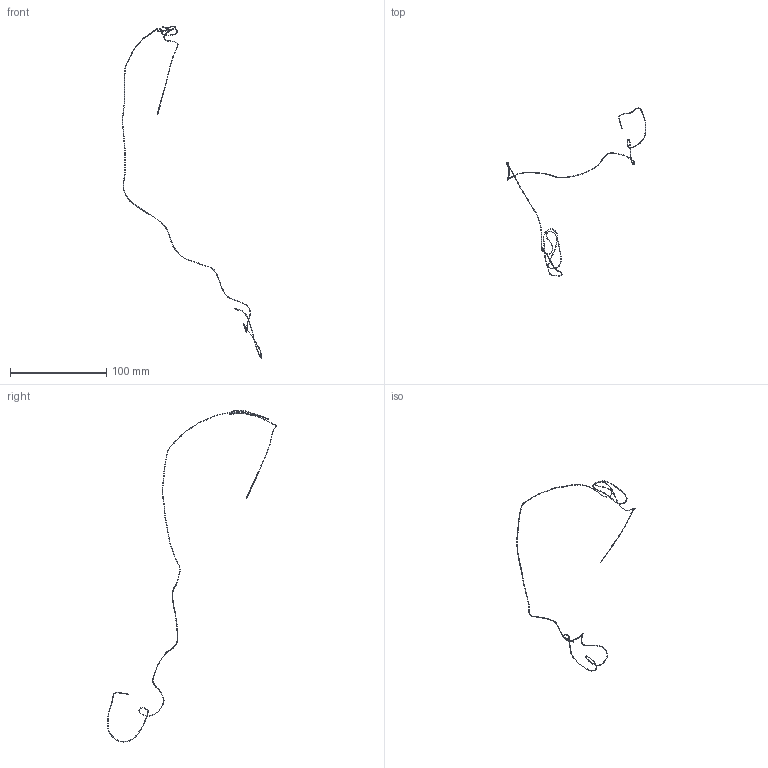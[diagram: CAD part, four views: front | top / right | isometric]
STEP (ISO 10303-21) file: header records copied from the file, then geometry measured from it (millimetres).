
FILE_DESCRIPTION(('STEP AP214'),'1');
FILE_NAME('Adult_DBS_05_Lead_Right.step','2024-02-05T22:06:12',(' '),('ANSOFT Corporation'),'Spatial InterOp 3D',' ',' ');
FILE_SCHEMA(('AUTOMOTIVE_DESIGN { 1 0 10303 214 1 1 1 1 }'));
Length unit declared in the file: millimetre
Products named in the file (1): Lead_right
Bounding box: 144.65 x 174.82 x 344.12 mm (x, y, z)
Volume: 179 mm3; surface area: 1432.6 mm2
Topology: 1 solids, 1 shells, 958 faces, 2473 edges, 1517 vertices
Faces by surface type: cylinder 956, plane 2
Entity records: 29558 total; most frequent: DIRECTION 5908, CARTESIAN_POINT 4949, ORIENTED_EDGE 4946, AXIS2_PLACEMENT_3D 2476, EDGE_CURVE 2473, VERTEX_POINT 1517, ELLIPSE 1371, ADVANCED_FACE 958
